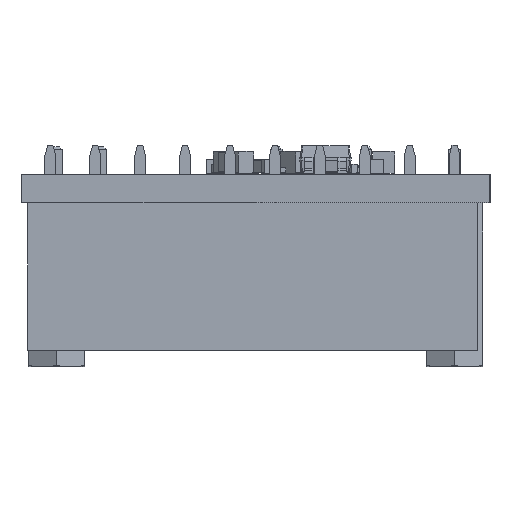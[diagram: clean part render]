
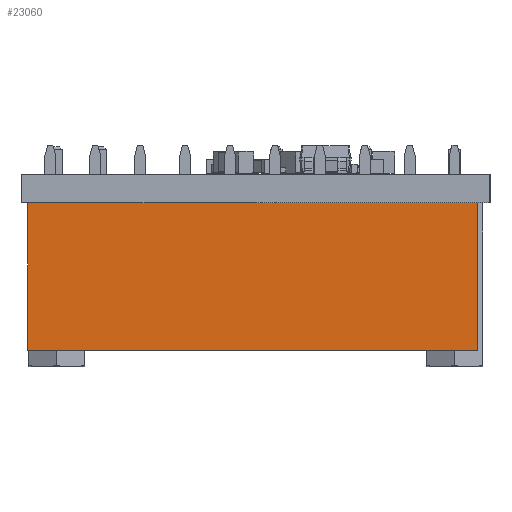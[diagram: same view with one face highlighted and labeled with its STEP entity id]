
A CAD part, left-side view. The second image highlights one B-rep face of the part: STEP entity #23060.
In plain terms, the highlighted planar face has unit normal (-1, 0, 0).
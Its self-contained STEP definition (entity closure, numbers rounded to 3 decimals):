
#20837 = VERTEX_POINT('',#20838);
#20838 = CARTESIAN_POINT('',(-3.81,-24.13,0.));
#20846 = EDGE_CURVE('',#20837,#20847,#20849,.T.);
#20847 = VERTEX_POINT('',#20848);
#20848 = CARTESIAN_POINT('',(-3.81,-24.13,8.5));
#20849 = LINE('',#20850,#20851);
#20850 = CARTESIAN_POINT('',(-3.81,-24.13,0.));
#20851 = VECTOR('',#20852,1.);
#20852 = DIRECTION('',(0.,0.,1.));
#20909 = VERTEX_POINT('',#20910);
#20910 = CARTESIAN_POINT('',(-3.81,1.27,8.5));
#20916 = EDGE_CURVE('',#20917,#20909,#20919,.T.);
#20917 = VERTEX_POINT('',#20918);
#20918 = CARTESIAN_POINT('',(-3.81,1.27,0.));
#20919 = LINE('',#20920,#20921);
#20920 = CARTESIAN_POINT('',(-3.81,1.27,0.));
#20921 = VECTOR('',#20922,1.);
#20922 = DIRECTION('',(0.,0.,1.));
#20981 = EDGE_CURVE('',#20909,#20847,#20982,.T.);
#20982 = LINE('',#20983,#20984);
#20983 = CARTESIAN_POINT('',(-3.81,1.27,8.5));
#20984 = VECTOR('',#20985,1.);
#20985 = DIRECTION('',(0.,-1.,0.));
#21684 = EDGE_CURVE('',#20917,#20837,#21685,.T.);
#21685 = LINE('',#21686,#21687);
#21686 = CARTESIAN_POINT('',(-3.81,1.27,0.));
#21687 = VECTOR('',#21688,1.);
#21688 = DIRECTION('',(0.,-1.,0.));
#23060 = ADVANCED_FACE('',(#23061),#23067,.F.);
#23061 = FACE_BOUND('',#23062,.F.);
#23062 = EDGE_LOOP('',(#23063,#23064,#23065,#23066));
#23063 = ORIENTED_EDGE('',*,*,#20916,.T.);
#23064 = ORIENTED_EDGE('',*,*,#20981,.T.);
#23065 = ORIENTED_EDGE('',*,*,#20846,.F.);
#23066 = ORIENTED_EDGE('',*,*,#21684,.F.);
#23067 = PLANE('',#23068);
#23068 = AXIS2_PLACEMENT_3D('',#23069,#23070,#23071);
#23069 = CARTESIAN_POINT('',(-3.81,1.27,0.));
#23070 = DIRECTION('',(1.,0.,0.));
#23071 = DIRECTION('',(0.,-1.,0.));
